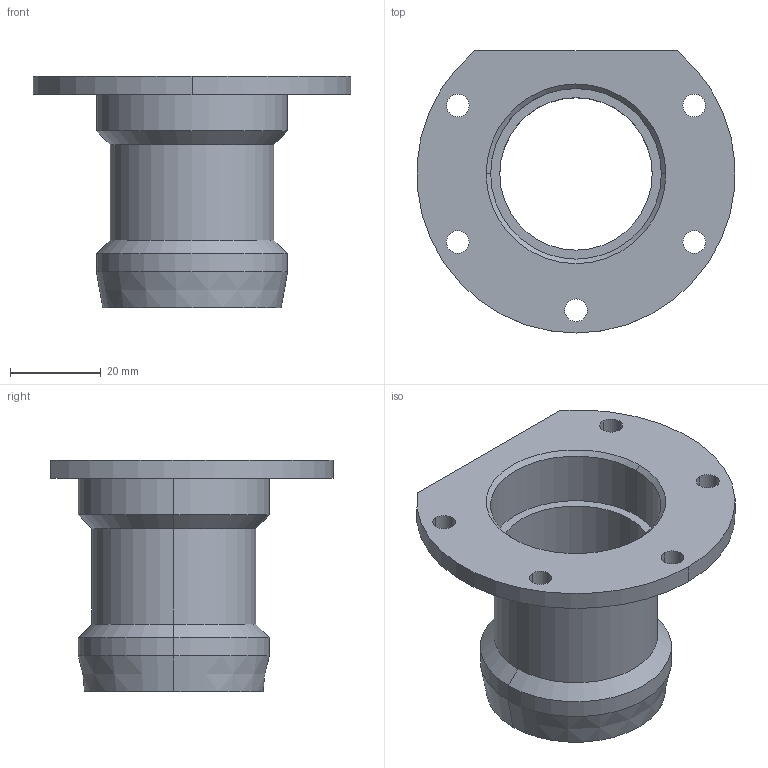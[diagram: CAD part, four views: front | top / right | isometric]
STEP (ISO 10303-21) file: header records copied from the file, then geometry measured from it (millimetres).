
FILE_DESCRIPTION (( 'STEP AP203' ), '1' );
FILE_NAME ('pipe.STEP', '2016-06-27T14:38:03', ( '' ), ( '' ), 'SwSTEP 2.0', 'SolidWorks 2015', '' );
FILE_SCHEMA (( 'CONFIG_CONTROL_DESIGN' ));
Length unit declared in the file: millimetre
Products named in the file (1): pipe
Bounding box: 69.86 x 62 x 50.86 mm (x, y, z)
Volume: 18917.9 mm3; surface area: 17808.5 mm2
Topology: 1 solids, 1 shells, 39 faces, 89 edges, 54 vertices
Faces by surface type: cylinder 24, cone 10, plane 5
Entity records: 1208 total; most frequent: DIRECTION 221, CARTESIAN_POINT 183, ORIENTED_EDGE 178, AXIS2_PLACEMENT_3D 92, EDGE_CURVE 89, VERTEX_POINT 54, EDGE_LOOP 53, CIRCLE 52
